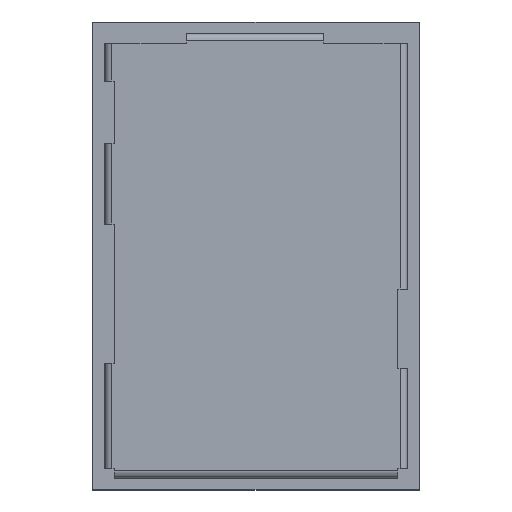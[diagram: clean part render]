
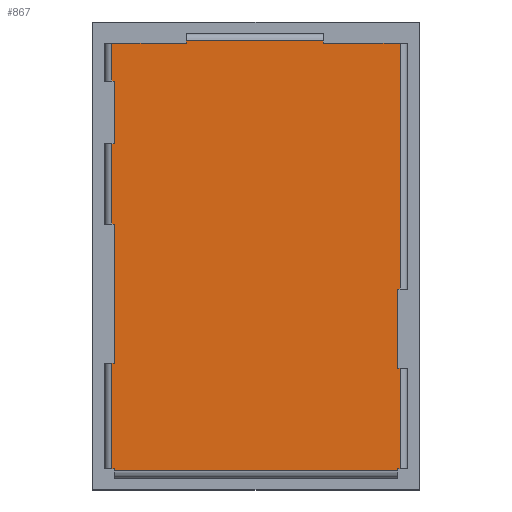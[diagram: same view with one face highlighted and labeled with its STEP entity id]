
A CAD part, top view. The second image highlights one B-rep face of the part: STEP entity #867.
In plain terms, the highlighted planar face has unit normal (0, 0, 1).
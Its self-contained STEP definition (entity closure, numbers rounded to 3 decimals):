
#867=ADVANCED_FACE('',(#1404),#1405,.T.);
#1404=FACE_OUTER_BOUND('',#1834,.T.);
#1405=PLANE('',#1835);
#1834=EDGE_LOOP('',(#2281,#2282,#2283,#2284,#2285,#2286,#2287,#2288,#2289,#2290,#2291,#2292,#2293,#2294,#2295,#2296,#2297,#2298,#2299,#2300,#2301,#2302,#2303,#2304));
#1835=AXIS2_PLACEMENT_3D('',#2305,#2306,#2307);
#2281=ORIENTED_EDGE('',*,*,#3327,.T.);
#2282=ORIENTED_EDGE('',*,*,#3328,.T.);
#2283=ORIENTED_EDGE('',*,*,#3329,.T.);
#2284=ORIENTED_EDGE('',*,*,#3330,.T.);
#2285=ORIENTED_EDGE('',*,*,#3331,.T.);
#2286=ORIENTED_EDGE('',*,*,#3332,.T.);
#2287=ORIENTED_EDGE('',*,*,#3333,.T.);
#2288=ORIENTED_EDGE('',*,*,#3334,.T.);
#2289=ORIENTED_EDGE('',*,*,#3335,.T.);
#2290=ORIENTED_EDGE('',*,*,#3336,.T.);
#2291=ORIENTED_EDGE('',*,*,#3337,.T.);
#2292=ORIENTED_EDGE('',*,*,#3338,.T.);
#2293=ORIENTED_EDGE('',*,*,#3339,.T.);
#2294=ORIENTED_EDGE('',*,*,#3340,.T.);
#2295=ORIENTED_EDGE('',*,*,#3341,.T.);
#2296=ORIENTED_EDGE('',*,*,#3342,.T.);
#2297=ORIENTED_EDGE('',*,*,#3287,.T.);
#2298=ORIENTED_EDGE('',*,*,#3253,.T.);
#2299=ORIENTED_EDGE('',*,*,#3343,.T.);
#2300=ORIENTED_EDGE('',*,*,#3344,.T.);
#2301=ORIENTED_EDGE('',*,*,#3345,.T.);
#2302=ORIENTED_EDGE('',*,*,#3346,.T.);
#2303=ORIENTED_EDGE('',*,*,#3283,.T.);
#2304=ORIENTED_EDGE('',*,*,#3347,.T.);
#2305=CARTESIAN_POINT('',(-0.4,-2.4,0.85));
#2306=DIRECTION('',(0.0,0.0,1.0));
#2307=DIRECTION('',(1.0,0.0,0.0));
#3253=EDGE_CURVE('',#3690,#3688,#3691,.T.);
#3283=EDGE_CURVE('',#3743,#3741,#3744,.T.);
#3287=EDGE_CURVE('',#3749,#3690,#3750,.T.);
#3327=EDGE_CURVE('',#3820,#3821,#3822,.T.);
#3328=EDGE_CURVE('',#3821,#3823,#3824,.T.);
#3329=EDGE_CURVE('',#3823,#3825,#3826,.T.);
#3330=EDGE_CURVE('',#3825,#3827,#3828,.T.);
#3331=EDGE_CURVE('',#3827,#3829,#3830,.T.);
#3332=EDGE_CURVE('',#3829,#3831,#3832,.T.);
#3333=EDGE_CURVE('',#3831,#3833,#3834,.T.);
#3334=EDGE_CURVE('',#3833,#3835,#3836,.T.);
#3335=EDGE_CURVE('',#3835,#3837,#3838,.T.);
#3336=EDGE_CURVE('',#3837,#3839,#3840,.T.);
#3337=EDGE_CURVE('',#3839,#3841,#3842,.T.);
#3338=EDGE_CURVE('',#3841,#3843,#3844,.T.);
#3339=EDGE_CURVE('',#3843,#3845,#3846,.T.);
#3340=EDGE_CURVE('',#3845,#3847,#3848,.T.);
#3341=EDGE_CURVE('',#3847,#3849,#3850,.T.);
#3342=EDGE_CURVE('',#3849,#3749,#3851,.T.);
#3343=EDGE_CURVE('',#3688,#3852,#3853,.T.);
#3344=EDGE_CURVE('',#3852,#3854,#3855,.T.);
#3345=EDGE_CURVE('',#3854,#3856,#3857,.T.);
#3346=EDGE_CURVE('',#3856,#3743,#3858,.T.);
#3347=EDGE_CURVE('',#3741,#3820,#3859,.T.);
#3688=VERTEX_POINT('',#4328);
#3690=VERTEX_POINT('',#4331);
#3691=LINE('',#4332,#4333);
#3741=VERTEX_POINT('',#4404);
#3743=VERTEX_POINT('',#4406);
#3744=LINE('',#4407,#4408);
#3749=VERTEX_POINT('',#4414);
#3750=LINE('',#4415,#4416);
#3820=VERTEX_POINT('',#4518);
#3821=VERTEX_POINT('',#4519);
#3822=LINE('',#4520,#4521);
#3823=VERTEX_POINT('',#4522);
#3824=LINE('',#4523,#4524);
#3825=VERTEX_POINT('',#4525);
#3826=LINE('',#4526,#4527);
#3827=VERTEX_POINT('',#4528);
#3828=LINE('',#4529,#4530);
#3829=VERTEX_POINT('',#4531);
#3830=LINE('',#4532,#4533);
#3831=VERTEX_POINT('',#4534);
#3832=LINE('',#4535,#4536);
#3833=VERTEX_POINT('',#4537);
#3834=LINE('',#4538,#4539);
#3835=VERTEX_POINT('',#4540);
#3836=LINE('',#4541,#4542);
#3837=VERTEX_POINT('',#4543);
#3838=LINE('',#4544,#4545);
#3839=VERTEX_POINT('',#4546);
#3840=LINE('',#4547,#4548);
#3841=VERTEX_POINT('',#4549);
#3842=LINE('',#4550,#4551);
#3843=VERTEX_POINT('',#4552);
#3844=LINE('',#4553,#4554);
#3845=VERTEX_POINT('',#4555);
#3846=LINE('',#4556,#4557);
#3847=VERTEX_POINT('',#4558);
#3848=LINE('',#4559,#4560);
#3849=VERTEX_POINT('',#4561);
#3850=LINE('',#4562,#4563);
#3851=LINE('',#4564,#4565);
#3852=VERTEX_POINT('',#4566);
#3853=LINE('',#4567,#4568);
#3854=VERTEX_POINT('',#4569);
#3855=LINE('',#4570,#4571);
#3856=VERTEX_POINT('',#4572);
#3857=LINE('',#4573,#4574);
#3858=LINE('',#4575,#4576);
#3859=LINE('',#4577,#4578);
#4328=CARTESIAN_POINT('',(18.,-2.0,0.85));
#4331=CARTESIAN_POINT('',(18.,-2.1,0.85));
#4332=CARTESIAN_POINT('',(18.,-2.8,0.85));
#4333=VECTOR('',#5224,1.0);
#4404=CARTESIAN_POINT('',(13.75,10.1,0.85));
#4406=CARTESIAN_POINT('',(18.,10.1,0.85));
#4407=CARTESIAN_POINT('',(-0.4,10.1,0.85));
#4408=VECTOR('',#5252,1.0);
#4414=CARTESIAN_POINT('',(13.55,-2.1,0.85));
#4415=CARTESIAN_POINT('',(18.4,-2.1,0.85));
#4416=VECTOR('',#5257,1.0);
#4518=CARTESIAN_POINT('',(13.75,10.0,0.85));
#4519=CARTESIAN_POINT('',(10.4,10.0,0.85));
#4520=CARTESIAN_POINT('',(13.75,10.0,0.85));
#4521=VECTOR('',#5293,1.0);
#4522=CARTESIAN_POINT('',(10.4,10.1,0.85));
#4523=CARTESIAN_POINT('',(10.4,10.0,0.85));
#4524=VECTOR('',#5294,1.0);
#4525=CARTESIAN_POINT('',(0.,10.1,0.85));
#4526=CARTESIAN_POINT('',(-0.4,10.1,0.85));
#4527=VECTOR('',#5295,1.0);
#4528=CARTESIAN_POINT('',(0.,6.85,0.85));
#4529=CARTESIAN_POINT('',(0.,10.8,0.85));
#4530=VECTOR('',#5296,1.0);
#4531=CARTESIAN_POINT('',(-0.1,6.85,0.85));
#4532=CARTESIAN_POINT('',(0.,6.85,0.85));
#4533=VECTOR('',#5297,1.0);
#4534=CARTESIAN_POINT('',(-0.1,1.05,0.85));
#4535=CARTESIAN_POINT('',(-0.1,-2.4,0.85));
#4536=VECTOR('',#5298,1.0);
#4537=CARTESIAN_POINT('',(0.,1.05,0.85));
#4538=CARTESIAN_POINT('',(-0.8,1.05,0.85));
#4539=VECTOR('',#5299,1.0);
#4540=CARTESIAN_POINT('',(0.,-2.1,0.85));
#4541=CARTESIAN_POINT('',(0.,1.05,0.85));
#4542=VECTOR('',#5300,1.0);
#4543=CARTESIAN_POINT('',(1.6,-2.1,0.85));
#4544=CARTESIAN_POINT('',(18.4,-2.1,0.85));
#4545=VECTOR('',#5301,1.0);
#4546=CARTESIAN_POINT('',(1.6,-2.0,0.85));
#4547=CARTESIAN_POINT('',(1.6,-2.8,0.85));
#4548=VECTOR('',#5302,1.0);
#4549=CARTESIAN_POINT('',(4.25,-2.0,0.85));
#4550=CARTESIAN_POINT('',(1.6,-2.0,0.85));
#4551=VECTOR('',#5303,1.0);
#4552=CARTESIAN_POINT('',(4.25,-2.1,0.85));
#4553=CARTESIAN_POINT('',(4.25,-2.0,0.85));
#4554=VECTOR('',#5304,1.0);
#4555=CARTESIAN_POINT('',(7.65,-2.1,0.85));
#4556=CARTESIAN_POINT('',(18.4,-2.1,0.85));
#4557=VECTOR('',#5305,1.0);
#4558=CARTESIAN_POINT('',(7.65,-2.0,0.85));
#4559=CARTESIAN_POINT('',(7.65,-2.8,0.85));
#4560=VECTOR('',#5306,1.0);
#4561=CARTESIAN_POINT('',(13.55,-2.0,0.85));
#4562=CARTESIAN_POINT('',(7.65,-2.0,0.85));
#4563=VECTOR('',#5307,1.0);
#4564=CARTESIAN_POINT('',(13.55,-2.0,0.85));
#4565=VECTOR('',#5308,1.0);
#4566=CARTESIAN_POINT('',(18.1,-2.0,0.85));
#4567=CARTESIAN_POINT('',(18.,-2.0,0.85));
#4568=VECTOR('',#5309,1.0);
#4569=CARTESIAN_POINT('',(18.1,10.0,0.85));
#4570=CARTESIAN_POINT('',(18.1,10.4,0.85));
#4571=VECTOR('',#5310,1.0);
#4572=CARTESIAN_POINT('',(18.,10.0,0.85));
#4573=CARTESIAN_POINT('',(18.8,10.0,0.85));
#4574=VECTOR('',#5311,1.0);
#4575=CARTESIAN_POINT('',(18.,10.0,0.85));
#4576=VECTOR('',#5312,1.0);
#4577=CARTESIAN_POINT('',(13.75,10.8,0.85));
#4578=VECTOR('',#5313,1.0);
#5224=DIRECTION('',(0.0,1.0,0.0));
#5252=DIRECTION('',(-1.0,0.0,0.0));
#5257=DIRECTION('',(1.0,0.0,0.0));
#5293=DIRECTION('',(-1.0,0.0,0.0));
#5294=DIRECTION('',(0.0,1.0,0.0));
#5295=DIRECTION('',(-1.0,0.0,0.0));
#5296=DIRECTION('',(0.0,-1.0,0.0));
#5297=DIRECTION('',(-1.0,0.0,0.0));
#5298=DIRECTION('',(0.0,-1.0,0.0));
#5299=DIRECTION('',(1.0,0.0,0.0));
#5300=DIRECTION('',(0.0,-1.0,0.0));
#5301=DIRECTION('',(1.0,0.0,0.0));
#5302=DIRECTION('',(0.0,1.0,0.0));
#5303=DIRECTION('',(1.0,0.0,0.0));
#5304=DIRECTION('',(0.0,-1.0,0.0));
#5305=DIRECTION('',(1.0,0.0,0.0));
#5306=DIRECTION('',(0.0,1.0,0.0));
#5307=DIRECTION('',(1.0,0.0,0.0));
#5308=DIRECTION('',(0.0,-1.0,0.0));
#5309=DIRECTION('',(1.0,0.0,0.0));
#5310=DIRECTION('',(0.0,1.0,0.0));
#5311=DIRECTION('',(-1.0,0.0,0.0));
#5312=DIRECTION('',(0.0,1.0,0.0));
#5313=DIRECTION('',(0.0,-1.0,0.0));
